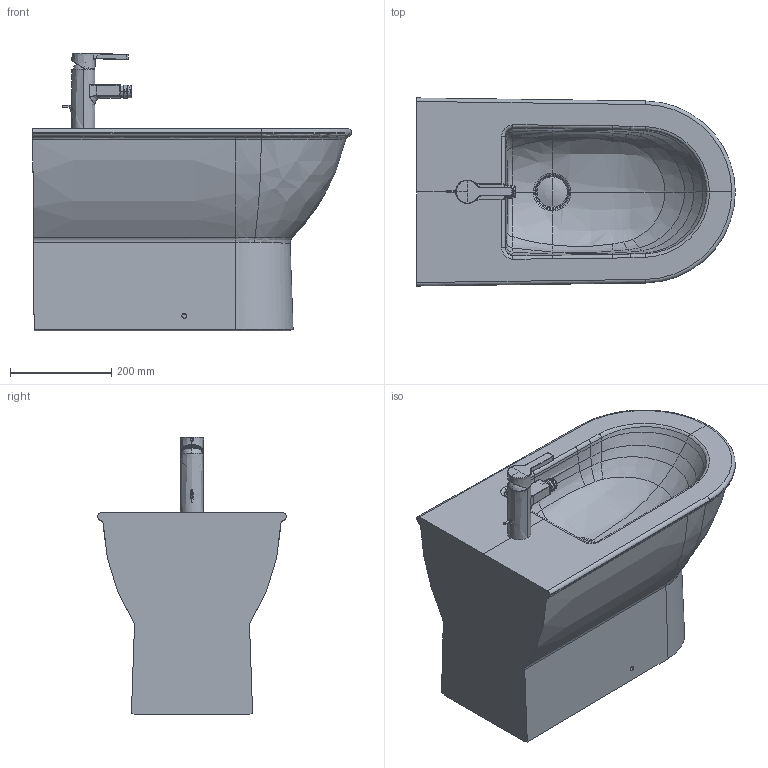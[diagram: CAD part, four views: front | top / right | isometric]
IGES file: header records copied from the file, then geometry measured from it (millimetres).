
Global section: file name: No Iges File Name specified; native system: Autodesk Inventor 2011; preprocessor: AutoDesk Inventor Iges Exporter R2011; author: Administrator; date: 20110518.183608; units: millimetre
Bounding box: 630.01 x 372 x 549.28 mm (x, y, z)
Volume: 49164998.7 mm3; surface area: 1112242.8 mm2
Topology: 3 solids, 3 shells, 557 faces, 5634 edges, 5465 vertices
Faces by surface type: plane 271, revolution 138, bspline 122, cylinder 18, torus 6, cone 2
